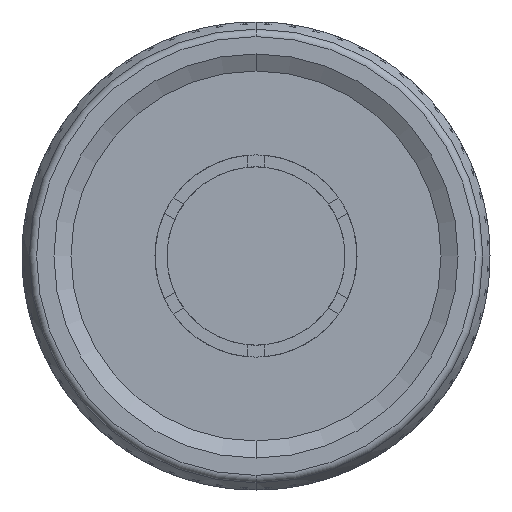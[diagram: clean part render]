
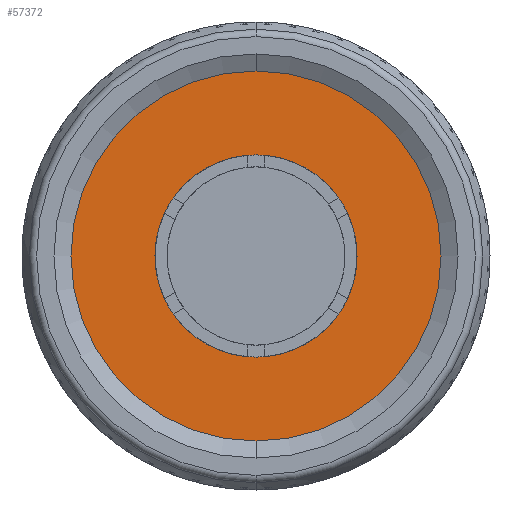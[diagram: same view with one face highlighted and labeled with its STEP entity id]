
A CAD part, left-side view. The second image highlights one B-rep face of the part: STEP entity #57372.
In plain terms, the highlighted planar face has unit normal (-1, 0, 0).
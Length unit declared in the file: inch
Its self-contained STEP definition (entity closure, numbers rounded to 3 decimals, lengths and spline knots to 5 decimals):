
#334 = CIRCLE ( 'NONE', #18625, 0.17 ) ;
#3412 = DIRECTION ( 'NONE',  ( -1., 0., 0. ) ) ;
#4561 = VERTEX_POINT ( 'NONE', #25558 ) ;
#4970 = VERTEX_POINT ( 'NONE', #41460 ) ;
#5151 = DIRECTION ( 'NONE',  ( -1., 0., 0. ) ) ;
#5411 = DIRECTION ( 'NONE',  ( -1., 0., 0. ) ) ;
#7629 = FACE_OUTER_BOUND ( 'NONE', #57834, .T. ) ;
#9067 = ORIENTED_EDGE ( 'NONE', *, *, #38533, .T. ) ;
#11357 = ORIENTED_EDGE ( 'NONE', *, *, #44296, .T. ) ;
#14218 = DIRECTION ( 'NONE',  ( 1., 0., 0. ) ) ;
#16739 = EDGE_CURVE ( 'NONE', #4561, #27330, #334, .T. ) ;
#18625 = AXIS2_PLACEMENT_3D ( 'NONE', #55265, #5411, #19240 ) ;
#18989 = CIRCLE ( 'NONE', #44108, 0.17 ) ;
#19240 = DIRECTION ( 'NONE',  ( 0., 0., -1. ) ) ;
#20451 = AXIS2_PLACEMENT_3D ( 'NONE', #50804, #14218, #51087 ) ;
#22378 = CARTESIAN_POINT ( 'NONE',  ( -0.79374, 0., 0. ) ) ;
#24937 = VERTEX_POINT ( 'NONE', #56467 ) ;
#25558 = CARTESIAN_POINT ( 'NONE',  ( -0.79374, 0., 0.17 ) ) ;
#26312 = FACE_BOUND ( 'NONE', #41533, .T. ) ;
#26583 = ORIENTED_EDGE ( 'NONE', *, *, #52811, .F. ) ;
#27330 = VERTEX_POINT ( 'NONE', #43970 ) ;
#29123 = CIRCLE ( 'NONE', #38784, 0.34 ) ;
#35252 = CARTESIAN_POINT ( 'NONE',  ( -0.79374, 0., 0. ) ) ;
#35703 = DIRECTION ( 'NONE',  ( 0., 0., -1. ) ) ;
#37458 = DIRECTION ( 'NONE',  ( 0., 0., 1. ) ) ;
#38533 = EDGE_CURVE ( 'NONE', #24937, #4970, #29123, .T. ) ;
#38784 = AXIS2_PLACEMENT_3D ( 'NONE', #35252, #57894, #48547 ) ;
#41460 = CARTESIAN_POINT ( 'NONE',  ( -0.79374, 0., 0.34 ) ) ;
#41533 = EDGE_LOOP ( 'NONE', ( #26583, #42337 ) ) ;
#41575 = AXIS2_PLACEMENT_3D ( 'NONE', #51052, #5151, #37458 ) ;
#42337 = ORIENTED_EDGE ( 'NONE', *, *, #16739, .F. ) ;
#43970 = CARTESIAN_POINT ( 'NONE',  ( -0.79374, 0., -0.17 ) ) ;
#44108 = AXIS2_PLACEMENT_3D ( 'NONE', #22378, #3412, #35703 ) ;
#44296 = EDGE_CURVE ( 'NONE', #4970, #24937, #55120, .T. ) ;
#44766 = PLANE ( 'NONE',  #20451 ) ;
#48547 = DIRECTION ( 'NONE',  ( 0., 0., 1. ) ) ;
#50804 = CARTESIAN_POINT ( 'NONE',  ( -0.79374, 0., 0.34 ) ) ;
#51052 = CARTESIAN_POINT ( 'NONE',  ( -0.79374, 0., 0. ) ) ;
#51087 = DIRECTION ( 'NONE',  ( 0., 0., -1. ) ) ;
#52811 = EDGE_CURVE ( 'NONE', #27330, #4561, #18989, .T. ) ;
#55120 = CIRCLE ( 'NONE', #41575, 0.34 ) ;
#55265 = CARTESIAN_POINT ( 'NONE',  ( -0.79374, 0., 0. ) ) ;
#56467 = CARTESIAN_POINT ( 'NONE',  ( -0.79374, 0., -0.34 ) ) ;
#57372 = ADVANCED_FACE ( 'NONE', ( #26312, #7629 ), #44766, .F. ) ;
#57834 = EDGE_LOOP ( 'NONE', ( #11357, #9067 ) ) ;
#57894 = DIRECTION ( 'NONE',  ( -1., 0., 0. ) ) ;
